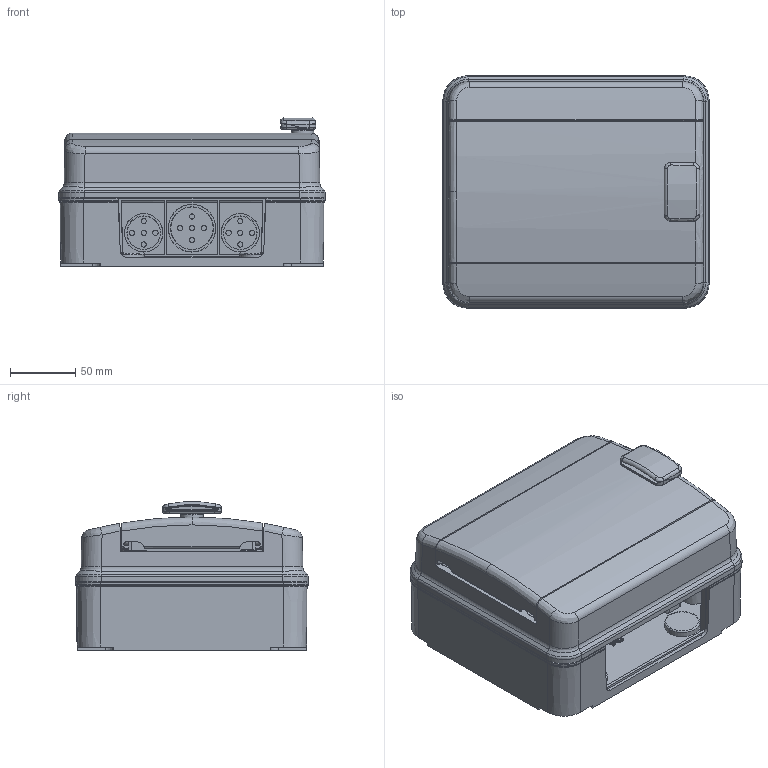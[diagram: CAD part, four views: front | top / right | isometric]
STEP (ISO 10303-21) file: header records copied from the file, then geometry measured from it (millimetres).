
FILE_DESCRIPTION (( 'STEP AP214' ), '1' );
FILE_NAME ('Box 8.STEP', '2023-04-12T12:03:33', ( '' ), ( '' ), 'SwSTEP 2.0', 'SolidWorks 2021', '' );
FILE_SCHEMA (( 'AUTOMOTIVE_DESIGN' ));
Length unit declared in the file: millimetre
Products named in the file (20): Corps 8 M12_膋垣卿; Hinge top 8 M12; Spaser 8 M12; Plate 8 M12; Hinge bottom 8 M12; Clamp 8 M12; Screw 8 M12; Slider 8 M12_2; 190214_Plug TEP 8 M12_1; Door 8 Ì12_ãª«®­ë; 190214_Plug plastic 8 M12; Zaglushka 8 M12; Vstavka modulnaya_; Box 8; Cover 8 Ì12_“¢¥«¨ç¥­­ë¥ ®â¢¥àáâ¨ï; Clown 8 M12_▼ｧ ｧ鬣ｫｪｨ; Double Injection Plug 8 M12; Handle 8 M12_▼ｧ 燿皹ｮ爼ｨ; Latch 8 M12; TK-116_OMKH65-08.04.01 Double Injection Plug 8_190214
Assembly tree (28 placements, depth 4):
  Box 8
    Corps 8 M12_膋垣卿
    Screw 8 M12  x4
    Zaglushka 8 M12  x4
    Hinge bottom 8 M12
    Hinge top 8 M12
    Slider 8 M12_2  x2
    Cover 8 Ì12_“¢¥«¨ç¥­­ë¥ ®â¢¥àáâ¨ï
    Door 8 Ì12_ãª«®­ë
    Latch 8 M12
    Clown 8 M12_▼ｧ ｧ鬣ｫｪｨ
    Clamp 8 M12  x2
    Handle 8 M12_▼ｧ 燿皹ｮ爼ｨ
    Spaser 8 M12
    Double Injection Plug 8 M12
      TK-116_OMKH65-08.04.01 Double Injection Plug 8_190214
        190214_Plug plastic 8 M12
        190214_Plug TEP 8 M12_1
    Plate 8 M12  x2
    Vstavka modulnaya_
Bounding box: 204 x 178 x 113.81 mm (x, y, z)
Volume: 513094.2 mm3; surface area: 500488 mm2
Topology: 26 solids, 26 shells, 4637 faces, 12018 edges, 7764 vertices
Faces by surface type: plane 2404, cylinder 727, bspline 654, cone 621, torus 227, sphere 4
Entity records: 163432 total; most frequent: CARTESIAN_POINT 67150, ORIENTED_EDGE 20978, DIRECTION 16839, EDGE_CURVE 10489, VERTEX_POINT 6786, VECTOR 6101, LINE 6101, AXIS2_PLACEMENT_3D 5369
